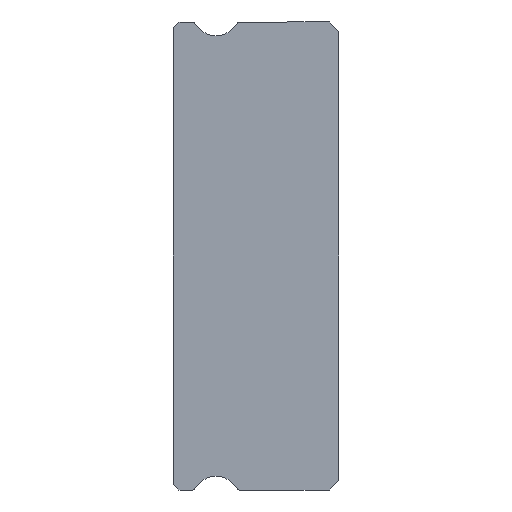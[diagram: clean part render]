
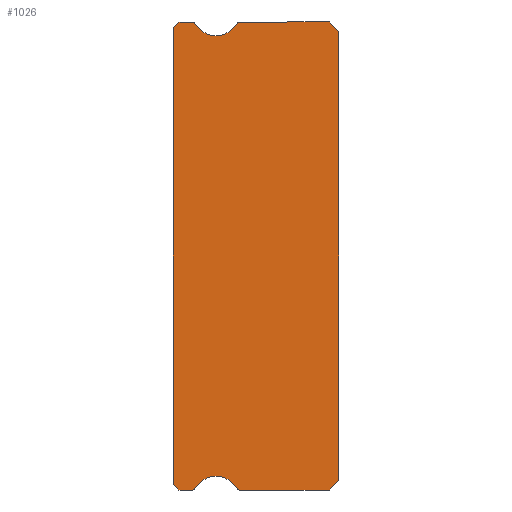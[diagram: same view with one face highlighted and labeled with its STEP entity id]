
A CAD part, left-side view. The second image highlights one B-rep face of the part: STEP entity #1026.
In plain terms, the highlighted planar face has unit normal (-1, 0, 0).
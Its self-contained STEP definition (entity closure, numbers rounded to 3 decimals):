
#6 = VERTEX_POINT ( 'NONE', #1328 ) ;
#24 = EDGE_CURVE ( 'NONE', #106, #742, #1112, .T. ) ;
#26 = CARTESIAN_POINT ( 'NONE',  ( -15., 0., -11.5 ) ) ;
#59 = DIRECTION ( 'NONE',  ( 0., -0.707, -0.707 ) ) ;
#62 = ORIENTED_EDGE ( 'NONE', *, *, #826, .F. ) ;
#79 = LINE ( 'NONE', #801, #194 ) ;
#106 = VERTEX_POINT ( 'NONE', #500 ) ;
#146 = DIRECTION ( 'NONE',  ( 0., 0., -1. ) ) ;
#158 = EDGE_CURVE ( 'NONE', #1777, #1818, #1439, .T. ) ;
#171 = CARTESIAN_POINT ( 'NONE',  ( -15., 7.512, 11.85 ) ) ;
#173 = AXIS2_PLACEMENT_3D ( 'NONE', #1698, #1540, #1243 ) ;
#175 = CIRCLE ( 'NONE', #1365, 0.15 ) ;
#181 = ORIENTED_EDGE ( 'NONE', *, *, #1863, .F. ) ;
#182 = CARTESIAN_POINT ( 'NONE',  ( -15., 7.512, -12. ) ) ;
#194 = VECTOR ( 'NONE', #1262, 1000. ) ;
#195 = ORIENTED_EDGE ( 'NONE', *, *, #1149, .F. ) ;
#198 = CIRCLE ( 'NONE', #1737, 0.15 ) ;
#205 = CARTESIAN_POINT ( 'NONE',  ( -15., 7.512, 12. ) ) ;
#206 = ORIENTED_EDGE ( 'NONE', *, *, #814, .F. ) ;
#213 = DIRECTION ( 'NONE',  ( 0., 0., 1. ) ) ;
#251 = CARTESIAN_POINT ( 'NONE',  ( -15., 5.217, 11.925 ) ) ;
#259 = VECTOR ( 'NONE', #59, 1000. ) ;
#269 = DIRECTION ( 'NONE',  ( 0., 0., -1. ) ) ;
#274 = CARTESIAN_POINT ( 'NONE',  ( -15., 7.383, -11.925 ) ) ;
#276 = CARTESIAN_POINT ( 'NONE',  ( -15., 0., -11.5 ) ) ;
#325 = CIRCLE ( 'NONE', #845, 1.25 ) ;
#336 = ORIENTED_EDGE ( 'NONE', *, *, #1284, .F. ) ;
#338 = DIRECTION ( 'NONE',  ( 0., 0.707, -0.707 ) ) ;
#356 = LINE ( 'NONE', #513, #259 ) ;
#360 = EDGE_CURVE ( 'NONE', #577, #714, #582, .T. ) ;
#364 = CARTESIAN_POINT ( 'NONE',  ( -15., 8.5, 11.7 ) ) ;
#384 = VECTOR ( 'NONE', #387, 1000. ) ;
#387 = DIRECTION ( 'NONE',  ( 0., -0.707, -0.707 ) ) ;
#390 = VECTOR ( 'NONE', #1052, 1000. ) ;
#422 = PLANE ( 'NONE',  #1742 ) ;
#427 = ORIENTED_EDGE ( 'NONE', *, *, #24, .T. ) ;
#448 = VECTOR ( 'NONE', #338, 1000. ) ;
#450 = EDGE_CURVE ( 'NONE', #1536, #518, #1861, .T. ) ;
#451 = ORIENTED_EDGE ( 'NONE', *, *, #158, .F. ) ;
#459 = LINE ( 'NONE', #940, #1427 ) ;
#471 = DIRECTION ( 'NONE',  ( 1., 0., 0. ) ) ;
#500 = CARTESIAN_POINT ( 'NONE',  ( -15., 8.2, 12. ) ) ;
#513 = CARTESIAN_POINT ( 'NONE',  ( -15., 0.5, 12. ) ) ;
#518 = VERTEX_POINT ( 'NONE', #1144 ) ;
#534 = CARTESIAN_POINT ( 'NONE',  ( -15., 8.2, -12. ) ) ;
#538 = CARTESIAN_POINT ( 'NONE',  ( -15., 7.512, 11.85 ) ) ;
#555 = ORIENTED_EDGE ( 'NONE', *, *, #784, .F. ) ;
#577 = VERTEX_POINT ( 'NONE', #1411 ) ;
#578 = DIRECTION ( 'NONE',  ( 1., 0., 0. ) ) ;
#582 = LINE ( 'NONE', #1514, #390 ) ;
#590 = VERTEX_POINT ( 'NONE', #274 ) ;
#599 = VERTEX_POINT ( 'NONE', #251 ) ;
#601 = ORIENTED_EDGE ( 'NONE', *, *, #1440, .T. ) ;
#608 = VERTEX_POINT ( 'NONE', #837 ) ;
#647 = CARTESIAN_POINT ( 'NONE',  ( -15., 0.5, 12. ) ) ;
#659 = CIRCLE ( 'NONE', #1835, 1.25 ) ;
#696 = EDGE_CURVE ( 'NONE', #608, #590, #325, .T. ) ;
#714 = VERTEX_POINT ( 'NONE', #647 ) ;
#716 = CARTESIAN_POINT ( 'NONE',  ( -15., 8.5, 11.7 ) ) ;
#727 = CARTESIAN_POINT ( 'NONE',  ( -15., 5.088, 11.85 ) ) ;
#742 = VERTEX_POINT ( 'NONE', #716 ) ;
#762 = CARTESIAN_POINT ( 'NONE',  ( -15., 7.512, -12. ) ) ;
#768 = DIRECTION ( 'NONE',  ( 0., 1., 0. ) ) ;
#784 = EDGE_CURVE ( 'NONE', #1600, #599, #659, .T. ) ;
#795 = ORIENTED_EDGE ( 'NONE', *, *, #1317, .F. ) ;
#801 = CARTESIAN_POINT ( 'NONE',  ( -15., 0., 11.5 ) ) ;
#814 = EDGE_CURVE ( 'NONE', #6, #1600, #1773, .T. ) ;
#826 = EDGE_CURVE ( 'NONE', #599, #577, #175, .T. ) ;
#829 = CARTESIAN_POINT ( 'NONE',  ( -15., 8.5, 11.85 ) ) ;
#837 = CARTESIAN_POINT ( 'NONE',  ( -15., 5.217, -11.925 ) ) ;
#845 = AXIS2_PLACEMENT_3D ( 'NONE', #1561, #1706, #1727 ) ;
#870 = DIRECTION ( 'NONE',  ( -1., 0., 0. ) ) ;
#886 = DIRECTION ( 'NONE',  ( 1., 0., 0. ) ) ;
#904 = CARTESIAN_POINT ( 'NONE',  ( -15., 0., 11.5 ) ) ;
#938 = AXIS2_PLACEMENT_3D ( 'NONE', #1142, #1296, #146 ) ;
#940 = CARTESIAN_POINT ( 'NONE',  ( -15., 8.2, 12. ) ) ;
#1001 = CIRCLE ( 'NONE', #173, 0.15 ) ;
#1011 = DIRECTION ( 'NONE',  ( 1., 0., 0. ) ) ;
#1021 = FACE_OUTER_BOUND ( 'NONE', #1303, .T. ) ;
#1026 = ADVANCED_FACE ( 'NONE', ( #1021 ), #422, .F. ) ;
#1040 = CARTESIAN_POINT ( 'NONE',  ( -15., 6.3, 11.3 ) ) ;
#1052 = DIRECTION ( 'NONE',  ( 0., -1., 0. ) ) ;
#1090 = AXIS2_PLACEMENT_3D ( 'NONE', #171, #471, #1666 ) ;
#1096 = DIRECTION ( 'NONE',  ( 0., 0.707, -0.707 ) ) ;
#1112 = LINE ( 'NONE', #364, #1899 ) ;
#1128 = ORIENTED_EDGE ( 'NONE', *, *, #1845, .T. ) ;
#1135 = VERTEX_POINT ( 'NONE', #904 ) ;
#1142 = CARTESIAN_POINT ( 'NONE',  ( -15., 6.3, 12.55 ) ) ;
#1144 = CARTESIAN_POINT ( 'NONE',  ( -15., 8.2, -12. ) ) ;
#1147 = CARTESIAN_POINT ( 'NONE',  ( -15., 7.512, -12. ) ) ;
#1149 = EDGE_CURVE ( 'NONE', #1641, #1777, #1659, .T. ) ;
#1174 = DIRECTION ( 'NONE',  ( 0., 0., -1. ) ) ;
#1198 = ORIENTED_EDGE ( 'NONE', *, *, #450, .T. ) ;
#1243 = DIRECTION ( 'NONE',  ( 0., 0., -1. ) ) ;
#1262 = DIRECTION ( 'NONE',  ( 0., 0., 1. ) ) ;
#1269 = CARTESIAN_POINT ( 'NONE',  ( -15., 8.5, -11.7 ) ) ;
#1279 = VECTOR ( 'NONE', #213, 1000. ) ;
#1284 = EDGE_CURVE ( 'NONE', #590, #1880, #1001, .T. ) ;
#1292 = CARTESIAN_POINT ( 'NONE',  ( -15., 5.088, -11.85 ) ) ;
#1296 = DIRECTION ( 'NONE',  ( -1., 0., 0. ) ) ;
#1303 = EDGE_LOOP ( 'NONE', ( #795, #1198, #1128, #336, #1795, #1746, #451, #195, #601, #1807, #1685, #62, #555, #206, #181, #1908, #427 ) ) ;
#1317 = EDGE_CURVE ( 'NONE', #1536, #742, #1707, .T. ) ;
#1328 = CARTESIAN_POINT ( 'NONE',  ( -15., 7.383, 11.925 ) ) ;
#1365 = AXIS2_PLACEMENT_3D ( 'NONE', #727, #578, #1174 ) ;
#1406 = VECTOR ( 'NONE', #1741, 1000. ) ;
#1411 = CARTESIAN_POINT ( 'NONE',  ( -15., 5.088, 12. ) ) ;
#1427 = VECTOR ( 'NONE', #768, 1000. ) ;
#1439 = LINE ( 'NONE', #1147, #1406 ) ;
#1440 = EDGE_CURVE ( 'NONE', #1641, #1135, #79, .T. ) ;
#1486 = DIRECTION ( 'NONE',  ( 0., -1., 0. ) ) ;
#1491 = CIRCLE ( 'NONE', #1090, 0.15 ) ;
#1501 = EDGE_CURVE ( 'NONE', #714, #1135, #356, .T. ) ;
#1514 = CARTESIAN_POINT ( 'NONE',  ( -15., 7.512, 12. ) ) ;
#1536 = VERTEX_POINT ( 'NONE', #1269 ) ;
#1540 = DIRECTION ( 'NONE',  ( 1., 0., 0. ) ) ;
#1561 = CARTESIAN_POINT ( 'NONE',  ( -15., 6.3, -12.55 ) ) ;
#1581 = EDGE_CURVE ( 'NONE', #1818, #608, #198, .T. ) ;
#1600 = VERTEX_POINT ( 'NONE', #1040 ) ;
#1602 = DIRECTION ( 'NONE',  ( 0., 0., -1. ) ) ;
#1606 = DIRECTION ( 'NONE',  ( 0., 0., -1. ) ) ;
#1611 = CARTESIAN_POINT ( 'NONE',  ( -15., 6.3, 12.55 ) ) ;
#1641 = VERTEX_POINT ( 'NONE', #276 ) ;
#1642 = CARTESIAN_POINT ( 'NONE',  ( -15., 5.088, -12. ) ) ;
#1659 = LINE ( 'NONE', #26, #448 ) ;
#1666 = DIRECTION ( 'NONE',  ( 0., 0., -1. ) ) ;
#1685 = ORIENTED_EDGE ( 'NONE', *, *, #360, .F. ) ;
#1698 = CARTESIAN_POINT ( 'NONE',  ( -15., 7.512, -11.85 ) ) ;
#1706 = DIRECTION ( 'NONE',  ( -1., 0., 0. ) ) ;
#1707 = LINE ( 'NONE', #829, #1279 ) ;
#1727 = DIRECTION ( 'NONE',  ( 0., 0., -1. ) ) ;
#1737 = AXIS2_PLACEMENT_3D ( 'NONE', #1292, #886, #1606 ) ;
#1738 = VERTEX_POINT ( 'NONE', #205 ) ;
#1741 = DIRECTION ( 'NONE',  ( 0., 1., 0. ) ) ;
#1742 = AXIS2_PLACEMENT_3D ( 'NONE', #538, #1011, #269 ) ;
#1746 = ORIENTED_EDGE ( 'NONE', *, *, #1581, .F. ) ;
#1773 = CIRCLE ( 'NONE', #938, 1.25 ) ;
#1777 = VERTEX_POINT ( 'NONE', #1814 ) ;
#1795 = ORIENTED_EDGE ( 'NONE', *, *, #696, .F. ) ;
#1807 = ORIENTED_EDGE ( 'NONE', *, *, #1501, .F. ) ;
#1810 = LINE ( 'NONE', #762, #1831 ) ;
#1814 = CARTESIAN_POINT ( 'NONE',  ( -15., 0.5, -12. ) ) ;
#1816 = EDGE_CURVE ( 'NONE', #1738, #106, #459, .T. ) ;
#1818 = VERTEX_POINT ( 'NONE', #1642 ) ;
#1831 = VECTOR ( 'NONE', #1486, 1000. ) ;
#1835 = AXIS2_PLACEMENT_3D ( 'NONE', #1611, #870, #1602 ) ;
#1845 = EDGE_CURVE ( 'NONE', #518, #1880, #1810, .T. ) ;
#1861 = LINE ( 'NONE', #534, #384 ) ;
#1863 = EDGE_CURVE ( 'NONE', #1738, #6, #1491, .T. ) ;
#1880 = VERTEX_POINT ( 'NONE', #182 ) ;
#1899 = VECTOR ( 'NONE', #1096, 1000. ) ;
#1908 = ORIENTED_EDGE ( 'NONE', *, *, #1816, .T. ) ;
